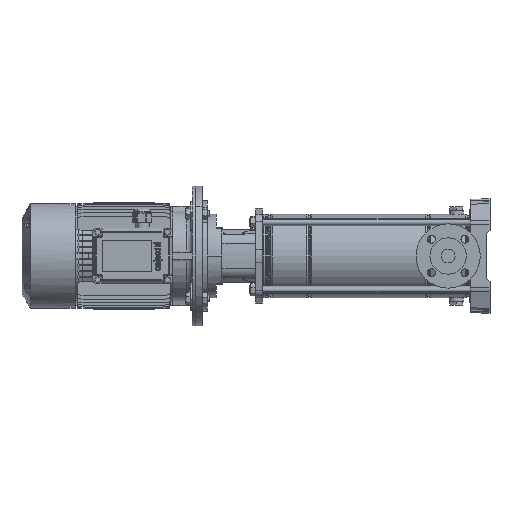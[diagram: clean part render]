
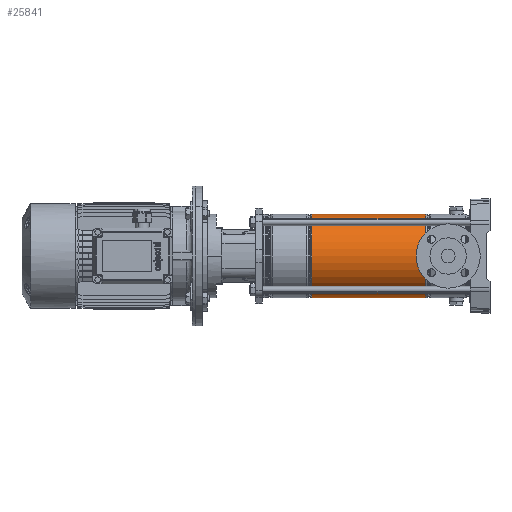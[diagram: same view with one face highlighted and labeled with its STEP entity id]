
A CAD part, left-side view. The second image highlights one B-rep face of the part: STEP entity #25841.
In plain terms, the highlighted cylindrical face has radius 74.9 mm (diameter 149.8 mm), a partial arc.
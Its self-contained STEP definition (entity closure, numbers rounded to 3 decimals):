
#1089 = VERTEX_POINT ( 'NONE', #11752 ) ;
#1367 = EDGE_CURVE ( 'NONE', #10282, #46111, #69520, .T. ) ;
#2489 = DIRECTION ( 'NONE',  ( -1., 0., 0. ) ) ;
#3239 = FACE_OUTER_BOUND ( 'NONE', #72373, .T. ) ;
#3429 = EDGE_CURVE ( 'NONE', #1089, #68067, #57038, .T. ) ;
#6588 = CARTESIAN_POINT ( 'NONE',  ( -74.9, 0., 87.279 ) ) ;
#8050 = ORIENTED_EDGE ( 'NONE', *, *, #72297, .T. ) ;
#9591 = ORIENTED_EDGE ( 'NONE', *, *, #1367, .F. ) ;
#10247 = DIRECTION ( 'NONE',  ( 0., 0., -1. ) ) ;
#10282 = VERTEX_POINT ( 'NONE', #63073 ) ;
#10872 = VECTOR ( 'NONE', #46848, 1000. ) ;
#10973 = DIRECTION ( 'NONE',  ( 0., 0., -1. ) ) ;
#11752 = CARTESIAN_POINT ( 'NONE',  ( 74.9, 0., 291.721 ) ) ;
#20084 = DIRECTION ( 'NONE',  ( 1., 0., 0. ) ) ;
#25202 = EDGE_CURVE ( 'NONE', #10282, #1089, #41979, .T. ) ;
#25841 = ADVANCED_FACE ( 'NONE', ( #3239 ), #71634, .T. ) ;
#30865 = DIRECTION ( 'NONE',  ( 0., 0., 1. ) ) ;
#33551 = ORIENTED_EDGE ( 'NONE', *, *, #25202, .T. ) ;
#33802 = AXIS2_PLACEMENT_3D ( 'NONE', #47224, #30865, #20084 ) ;
#38123 = CARTESIAN_POINT ( 'NONE',  ( 0., 0., 291.721 ) ) ;
#41979 = CIRCLE ( 'NONE', #66911, 74.9 ) ;
#42099 = AXIS2_PLACEMENT_3D ( 'NONE', #49352, #59391, #2489 ) ;
#46111 = VERTEX_POINT ( 'NONE', #6588 ) ;
#46848 = DIRECTION ( 'NONE',  ( 0., 0., -1. ) ) ;
#47224 = CARTESIAN_POINT ( 'NONE',  ( 0., 0., 87.279 ) ) ;
#49240 = CARTESIAN_POINT ( 'NONE',  ( 74.9, 0., 87.279 ) ) ;
#49352 = CARTESIAN_POINT ( 'NONE',  ( 0., 0., 0. ) ) ;
#51616 = VECTOR ( 'NONE', #10973, 1000. ) ;
#52374 = ORIENTED_EDGE ( 'NONE', *, *, #3429, .T. ) ;
#53876 = CARTESIAN_POINT ( 'NONE',  ( -74.9, 0., 0. ) ) ;
#57038 = LINE ( 'NONE', #67469, #51616 ) ;
#59391 = DIRECTION ( 'NONE',  ( 0., 0., -1. ) ) ;
#62871 = DIRECTION ( 'NONE',  ( 1., 0., 0. ) ) ;
#63073 = CARTESIAN_POINT ( 'NONE',  ( -74.9, 0., 291.721 ) ) ;
#65807 = CIRCLE ( 'NONE', #33802, 74.9 ) ;
#66911 = AXIS2_PLACEMENT_3D ( 'NONE', #38123, #10247, #62871 ) ;
#67469 = CARTESIAN_POINT ( 'NONE',  ( 74.9, 0., 0. ) ) ;
#68067 = VERTEX_POINT ( 'NONE', #49240 ) ;
#69520 = LINE ( 'NONE', #53876, #10872 ) ;
#71634 = CYLINDRICAL_SURFACE ( 'NONE', #42099, 74.9 ) ;
#72297 = EDGE_CURVE ( 'NONE', #68067, #46111, #65807, .T. ) ;
#72373 = EDGE_LOOP ( 'NONE', ( #33551, #52374, #8050, #9591 ) ) ;
